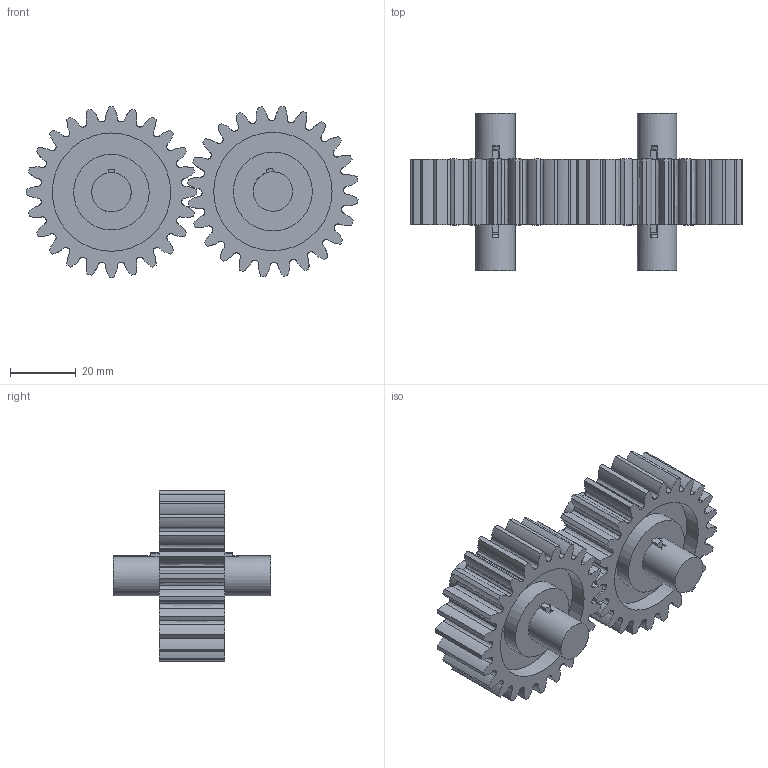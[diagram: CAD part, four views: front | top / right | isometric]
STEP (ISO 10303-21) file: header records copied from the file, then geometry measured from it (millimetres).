
FILE_DESCRIPTION(/* description */ (''),/* implementation_level */ '2;1');
FILE_NAME(/* name */ 'Spur Gear 2 v2.step',/* time_stamp */ '2025-08-11T07:25:06+05:30',/* author */ (''),/* organization */ (''),/* preprocessor_version */ 'ST-DEVELOPER v20.1',/* originating_system */ 'Autodesk Translation Framework v14.10.0.0',/* authorisation */ '');
FILE_SCHEMA (('AUTOMOTIVE_DESIGN { 1 0 10303 214 3 1 1 }'));
Length unit declared in the file: millimetre
Products named in the file (3): Spur Gear 2; Spur Gear (24 teeth); Component10
Assembly tree (2 placements, depth 2):
  Spur Gear 2
    Spur Gear (24 teeth)
    Component10
Bounding box: 100.99 x 48 x 52.1 mm (x, y, z)
Volume: 66169.6 mm3; surface area: 25039.4 mm2
Topology: 2 solids, 2 shells, 352 faces, 1018 edges, 678 vertices
Faces by surface type: bspline 196, cylinder 110, plane 44, torus 2
Full cylindrical faces by diameter (mm): 12 x4, 23 x1, 24 x3, 36 x4
Entity records: 41937 total; most frequent: CARTESIAN_POINT 34411, ORIENTED_EDGE 2036, EDGE_CURVE 1018, DIRECTION 974, VERTEX_POINT 678, B_SPLINE_CURVE_WITH_KNOTS 406, AXIS2_PLACEMENT_3D 393, EDGE_LOOP 364
